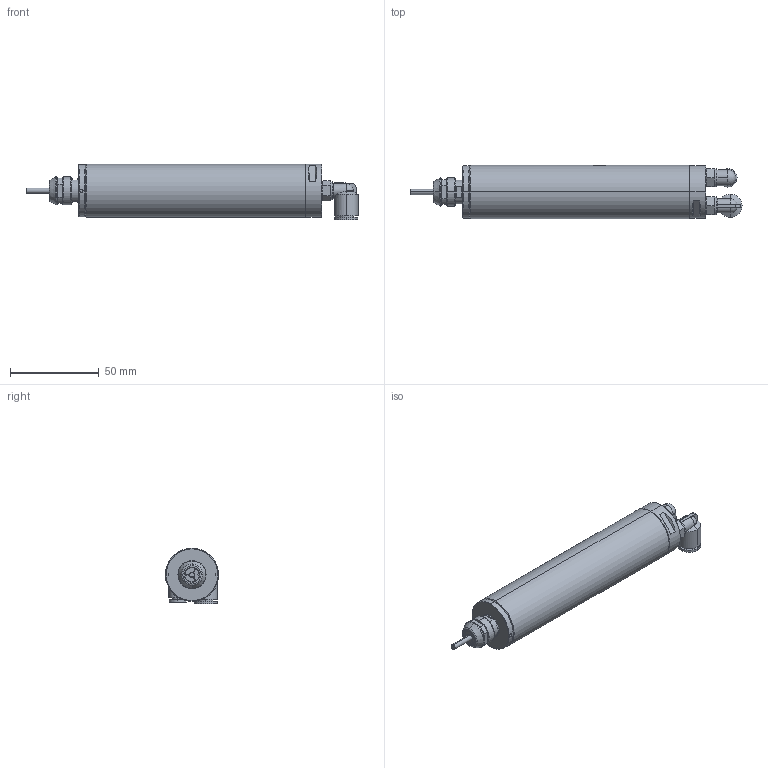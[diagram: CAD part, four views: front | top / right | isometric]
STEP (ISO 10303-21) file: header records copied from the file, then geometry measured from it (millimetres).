
FILE_DESCRIPTION (( 'STEP AP203' ), '1' );
FILE_NAME ('PMR-3005K-RAss.STEP', '2019-03-26T02:55:38', ( '' ), ( '' ), 'SwSTEP 2.0', 'SolidWorks 2013', '' );
FILE_SCHEMA (( 'CONFIG_CONTROL_DESIGN' ));
Length unit declared in the file: millimetre
Products named in the file (1): PMR-3005K-RAss
Bounding box: 187.37 x 30 x 31.4 mm (x, y, z)
Surface area: 19501.3 mm2 (no closed solid volume)
Topology: 0 solids, 18 shells, 213 faces, 608 edges, 413 vertices
Faces by surface type: cone 72, cylinder 65, plane 64, bspline 9, sphere 3
Entity records: 8768 total; most frequent: CARTESIAN_POINT 3318, DIRECTION 1122, ORIENTED_EDGE 1053, EDGE_CURVE 607, AXIS2_PLACEMENT_3D 443, VERTEX_POINT 413, CIRCLE 238, VECTOR 236
